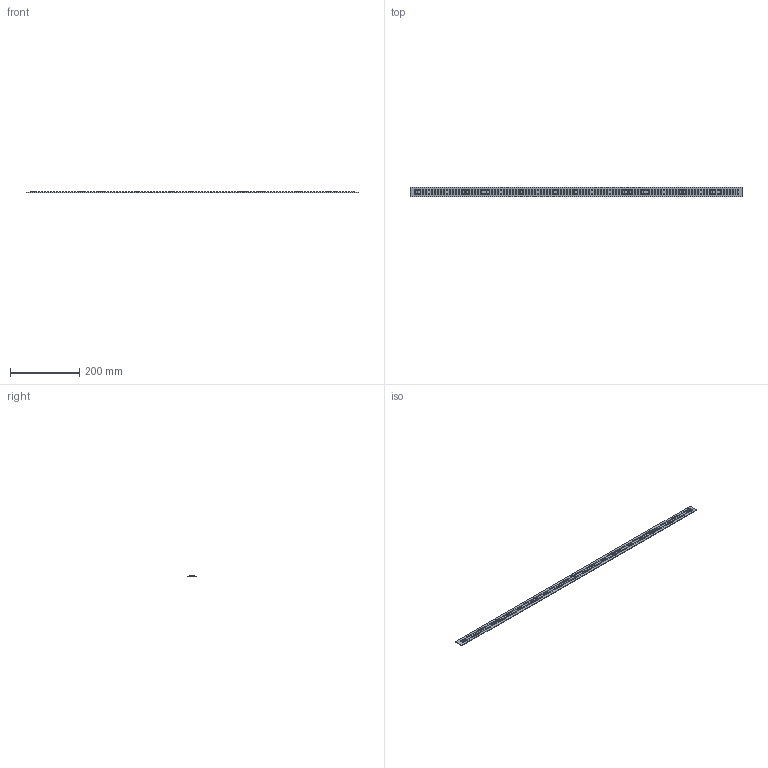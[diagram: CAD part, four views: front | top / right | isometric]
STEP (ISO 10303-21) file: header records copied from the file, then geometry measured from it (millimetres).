
FILE_DESCRIPTION(('KiCad electronic assembly'),'2;1');
FILE_NAME('LED PCB.step','2023-05-29T18:01:34',('Pcbnew'),('Kicad'), 'Open CASCADE STEP processor 7.5','KiCad to STEP converter','Unknown' );
FILE_SCHEMA(('AUTOMOTIVE_DESIGN { 1 0 10303 214 1 1 1 1 }'));
Length unit declared in the file: millimetre
Products named in the file (10): LED PCB 1; SPMWHD32AMH5XAU5SL; SOLID; NCR321ZX; COMPOUND; L1SP-DRD0002800000; R_1206_3216Metric; LED PCB PCB
Assembly tree (233 placements, depth 3):
  LED PCB 1
    SPMWHD32AMH5XAU5SL  x180
      SOLID
    NCR321ZX  x12
      COMPOUND
    L1SP-DRD0002800000  x24
      SOLID
    R_1206_3216Metric  x12
      SOLID
    LED PCB PCB
Bounding box: 960 x 27 x 3.45 mm (x, y, z)
Volume: 43349.6 mm3; surface area: 62054.3 mm2
Topology: 277 solids, 277 shells, 14658 faces, 52836 edges, 39152 vertices
Faces by surface type: bspline 14652, plane 6
Entity records: 17244 total; most frequent: CARTESIAN_POINT 6658, B_SPLINE_CURVE_WITH_KNOTS 1824, ORIENTED_EDGE 1304, PCURVE 1304, DEFINITIONAL_REPRESENTATION 1304, EDGE_CURVE 652, SURFACE_CURVE 652, DIRECTION 516
